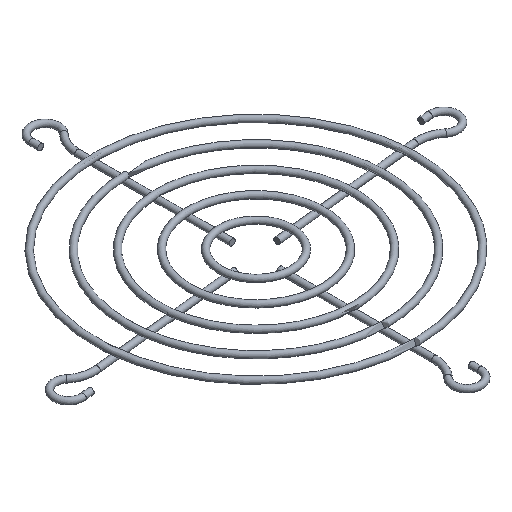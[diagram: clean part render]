
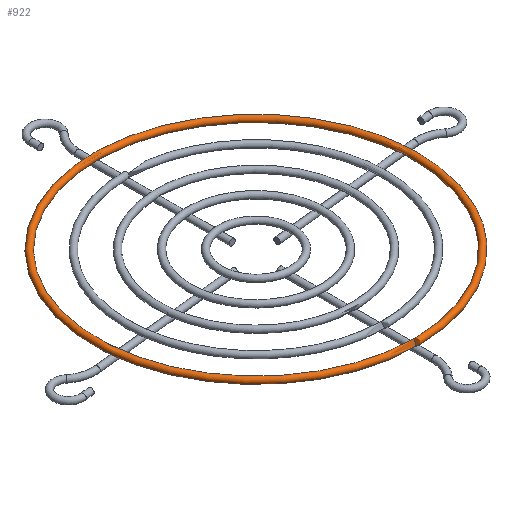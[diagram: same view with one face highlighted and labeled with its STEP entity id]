
A CAD part, isometric view. The second image highlights one B-rep face of the part: STEP entity #922.
In plain terms, the highlighted toroidal (fillet/blend) face has major radius 54 mm and minor radius 1 mm.
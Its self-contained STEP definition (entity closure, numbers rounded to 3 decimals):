
#6 = ORIENTED_EDGE ( 'NONE', *, *, #84, .T. ) ;
#19 = DIRECTION ( 'NONE',  ( -1., 0., 0. ) ) ;
#28 = CARTESIAN_POINT ( 'NONE',  ( -53.884, -5.375, 0.958 ) ) ;
#31 = VERTEX_POINT ( 'NONE', #58 ) ;
#34 = FACE_BOUND ( 'NONE', #386, .T. ) ;
#35 = CARTESIAN_POINT ( 'NONE',  ( -53.64, -5.327, 0.952 ) ) ;
#36 = CARTESIAN_POINT ( 'NONE',  ( 0.287, -54.15, 0.96 ) ) ;
#39 = CARTESIAN_POINT ( 'NONE',  ( -53.95, -5.432, 0.974 ) ) ;
#40 = EDGE_CURVE ( 'NONE', #147, #147, #253, .T. ) ;
#42 = CARTESIAN_POINT ( 'NONE',  ( -0.067, -54.316, 1.001 ) ) ;
#48 = CARTESIAN_POINT ( 'NONE',  ( 0.151, -53.713, 0.99 ) ) ;
#52 = CARTESIAN_POINT ( 'NONE',  ( 0.142, 53.709, 0.993 ) ) ;
#58 = CARTESIAN_POINT ( 'NONE',  ( -0.211, -54.232, 0.977 ) ) ;
#84 = EDGE_CURVE ( 'NONE', #177, #177, #862, .T. ) ;
#109 = FACE_BOUND ( 'NONE', #239, .T. ) ;
#115 = CARTESIAN_POINT ( 'NONE',  ( -53.387, -5.709, 0.998 ) ) ;
#147 = VERTEX_POINT ( 'NONE', #407 ) ;
#170 = CARTESIAN_POINT ( 'NONE',  ( 53.51, 5.397, 0.974 ) ) ;
#171 = EDGE_CURVE ( 'NONE', #473, #473, #691, .T. ) ;
#177 = VERTEX_POINT ( 'NONE', #650 ) ;
#203 = CARTESIAN_POINT ( 'NONE',  ( -53.916, -5.891, 0.976 ) ) ;
#206 = CARTESIAN_POINT ( 'NONE',  ( -53.602, -5.94, 0.952 ) ) ;
#220 = CARTESIAN_POINT ( 'NONE',  ( -0.098, -53.692, 0.999 ) ) ;
#237 = CARTESIAN_POINT ( 'NONE',  ( 54.002, 5.515, 0.989 ) ) ;
#239 = EDGE_LOOP ( 'NONE', ( #6 ) ) ;
#245 = CARTESIAN_POINT ( 'NONE',  ( 54.004, 5.765, 1. ) ) ;
#253 = B_SPLINE_CURVE_WITH_KNOTS ( 'NONE', 3,
 ( #206, #307, #389, #203, #471, #900, #562, #39, #28, #469, #35, #395, #714, #639, #115, #482, #796, #465 ),
 .UNSPECIFIED., .T., .F.,
 ( 4, 2, 2, 2, 2, 2, 2, 2, 4 ),
 ( 0., 0., 0., 0.001, 0.001, 0.001, 0.001, 0.002, 0.002 ),
 .UNSPECIFIED. ) ;
#256 = CARTESIAN_POINT ( 'NONE',  ( 53.901, 5.387, 0.963 ) ) ;
#293 = CARTESIAN_POINT ( 'NONE',  ( -0.175, 53.739, 0.985 ) ) ;
#307 = CARTESIAN_POINT ( 'NONE',  ( -53.681, -5.966, 0.947 ) ) ;
#314 = CARTESIAN_POINT ( 'NONE',  ( 0.068, -53.684, 1.001 ) ) ;
#334 = CARTESIAN_POINT ( 'NONE',  ( 53.824, 5.345, 0.951 ) ) ;
#338 = CARTESIAN_POINT ( 'NONE',  ( 53.446, 5.447, 0.987 ) ) ;
#347 = CARTESIAN_POINT ( 'NONE',  ( 53.661, 5.324, 0.95 ) ) ;
#386 = EDGE_LOOP ( 'NONE', ( #731 ) ) ;
#389 = CARTESIAN_POINT ( 'NONE',  ( -53.769, -5.961, 0.952 ) ) ;
#391 = CARTESIAN_POINT ( 'NONE',  ( -0.106, 53.694, 0.997 ) ) ;
#395 = CARTESIAN_POINT ( 'NONE',  ( -53.492, -5.398, 0.976 ) ) ;
#406 = CARTESIAN_POINT ( 'NONE',  ( -0.322, 54.019, 0.947 ) ) ;
#407 = CARTESIAN_POINT ( 'NONE',  ( -53.602, -5.94, 0.952 ) ) ;
#421 = CARTESIAN_POINT ( 'NONE',  ( 53.961, 5.842, 0.987 ) ) ;
#435 = CARTESIAN_POINT ( 'NONE',  ( 53.384, 5.688, 1. ) ) ;
#437 = CARTESIAN_POINT ( 'NONE',  ( 53.51, 5.397, 0.974 ) ) ;
#438 = EDGE_LOOP ( 'NONE', ( #996 ) ) ;
#442 = AXIS2_PLACEMENT_3D ( 'NONE', #635, #798, #19 ) ;
#465 = CARTESIAN_POINT ( 'NONE',  ( -53.602, -5.94, 0.952 ) ) ;
#469 = CARTESIAN_POINT ( 'NONE',  ( -53.728, -5.323, 0.947 ) ) ;
#471 = CARTESIAN_POINT ( 'NONE',  ( -53.973, -5.825, 0.992 ) ) ;
#473 = VERTEX_POINT ( 'NONE', #480 ) ;
#480 = CARTESIAN_POINT ( 'NONE',  ( 53.51, 5.397, 0.974 ) ) ;
#482 = CARTESIAN_POINT ( 'NONE',  ( -53.457, -5.856, 0.974 ) ) ;
#491 = CARTESIAN_POINT ( 'NONE',  ( -0.215, 54.243, 0.978 ) ) ;
#495 = CARTESIAN_POINT ( 'NONE',  ( 0.107, 54.305, 0.997 ) ) ;
#519 = CARTESIAN_POINT ( 'NONE',  ( 53.748, 5.964, 0.95 ) ) ;
#520 = FACE_BOUND ( 'NONE', #1048, .T. ) ;
#562 = CARTESIAN_POINT ( 'NONE',  ( -54.021, -5.58, 0.998 ) ) ;
#577 = CARTESIAN_POINT ( 'NONE',  ( 0.216, 53.756, 0.978 ) ) ;
#587 = TOROIDAL_SURFACE ( 'NONE', #442, 54., 1. ) ;
#592 = CARTESIAN_POINT ( 'NONE',  ( -0.02, 53.678, 1.003 ) ) ;
#598 = CARTESIAN_POINT ( 'NONE',  ( 53.404, 5.525, 1. ) ) ;
#635 = CARTESIAN_POINT ( 'NONE',  ( 0., 0., 1.95 ) ) ;
#638 = CARTESIAN_POINT ( 'NONE',  ( 0.097, -54.308, 0.999 ) ) ;
#639 = CARTESIAN_POINT ( 'NONE',  ( -53.383, -5.62, 1.003 ) ) ;
#650 = CARTESIAN_POINT ( 'NONE',  ( -0.175, 53.739, 0.985 ) ) ;
#652 = CARTESIAN_POINT ( 'NONE',  ( -0.291, 53.858, 0.957 ) ) ;
#655 = CARTESIAN_POINT ( 'NONE',  ( 0.291, 54.142, 0.957 ) ) ;
#676 = CARTESIAN_POINT ( 'NONE',  ( 53.833, 5.942, 0.961 ) ) ;
#679 = CARTESIAN_POINT ( 'NONE',  ( 54.024, 5.601, 1. ) ) ;
#691 = B_SPLINE_CURVE_WITH_KNOTS ( 'NONE', 3,
 ( #437, #338, #598, #435, #932, #1014, #769, #519, #676, #421, #245, #679, #237, #256, #334, #347, #1095, #170 ),
 .UNSPECIFIED., .T., .F.,
 ( 4, 2, 2, 2, 2, 2, 2, 2, 4 ),
 ( 0., 0., 0., 0.001, 0.001, 0.001, 0.001, 0.002, 0.002 ),
 .UNSPECIFIED. ) ;
#714 = CARTESIAN_POINT ( 'NONE',  ( -53.435, -5.464, 0.992 ) ) ;
#717 = CARTESIAN_POINT ( 'NONE',  ( -0.15, -54.288, 0.991 ) ) ;
#721 = CARTESIAN_POINT ( 'NONE',  ( -0.316, -53.933, 0.949 ) ) ;
#724 = CARTESIAN_POINT ( 'NONE',  ( 0.306, 53.892, 0.953 ) ) ;
#725 = CARTESIAN_POINT ( 'NONE',  ( -0.211, -54.232, 0.977 ) ) ;
#731 = ORIENTED_EDGE ( 'NONE', *, *, #40, .F. ) ;
#734 = CARTESIAN_POINT ( 'NONE',  ( 0.243, 54.215, 0.972 ) ) ;
#769 = CARTESIAN_POINT ( 'NONE',  ( 53.584, 5.945, 0.95 ) ) ;
#796 = CARTESIAN_POINT ( 'NONE',  ( -53.523, -5.914, 0.958 ) ) ;
#798 = DIRECTION ( 'NONE',  ( 0., 0., -1. ) ) ;
#807 = CARTESIAN_POINT ( 'NONE',  ( 0.316, -54.067, 0.949 ) ) ;
#819 = CARTESIAN_POINT ( 'NONE',  ( -0.178, -53.728, 0.986 ) ) ;
#822 = CARTESIAN_POINT ( 'NONE',  ( -0.308, -54.097, 0.951 ) ) ;
#862 = B_SPLINE_CURVE_WITH_KNOTS ( 'NONE', 3,
 ( #293, #391, #592, #52, #577, #724, #988, #655, #734, #495, #1080, #913, #491, #906, #406, #652, #999, #1067 ),
 .UNSPECIFIED., .T., .F.,
 ( 4, 2, 2, 2, 2, 2, 2, 2, 4 ),
 ( 0., 0., 0., 0.001, 0.001, 0.001, 0.001, 0.002, 0.002 ),
 .UNSPECIFIED. ) ;
#900 = CARTESIAN_POINT ( 'NONE',  ( -54.026, -5.669, 1.003 ) ) ;
#904 = CARTESIAN_POINT ( 'NONE',  ( 0.272, -53.821, 0.964 ) ) ;
#906 = CARTESIAN_POINT ( 'NONE',  ( -0.305, 54.107, 0.953 ) ) ;
#913 = CARTESIAN_POINT ( 'NONE',  ( -0.142, 54.291, 0.993 ) ) ;
#922 = ADVANCED_FACE ( 'NONE', ( #520, #1023, #34, #109 ), #587, .T. ) ;
#932 = CARTESIAN_POINT ( 'NONE',  ( 53.406, 5.774, 0.989 ) ) ;
#968 = ORIENTED_EDGE ( 'NONE', *, *, #171, .F. ) ;
#978 = CARTESIAN_POINT ( 'NONE',  ( -0.287, -53.849, 0.959 ) ) ;
#988 = CARTESIAN_POINT ( 'NONE',  ( 0.322, 53.979, 0.947 ) ) ;
#996 = ORIENTED_EDGE ( 'NONE', *, *, #1081, .F. ) ;
#999 = CARTESIAN_POINT ( 'NONE',  ( -0.244, 53.785, 0.972 ) ) ;
#1014 = CARTESIAN_POINT ( 'NONE',  ( 53.506, 5.902, 0.963 ) ) ;
#1023 = FACE_BOUND ( 'NONE', #438, .T. ) ;
#1037 = CARTESIAN_POINT ( 'NONE',  ( -0.211, -54.232, 0.977 ) ) ;
#1042 = CARTESIAN_POINT ( 'NONE',  ( -0.272, -54.177, 0.964 ) ) ;
#1048 = EDGE_LOOP ( 'NONE', ( #968 ) ) ;
#1062 = CARTESIAN_POINT ( 'NONE',  ( 0.308, -53.902, 0.951 ) ) ;
#1065 = CARTESIAN_POINT ( 'NONE',  ( 0.178, -54.272, 0.986 ) ) ;
#1067 = CARTESIAN_POINT ( 'NONE',  ( -0.175, 53.739, 0.985 ) ) ;
#1080 = CARTESIAN_POINT ( 'NONE',  ( 0.02, 54.322, 1.003 ) ) ;
#1081 = EDGE_CURVE ( 'NONE', #31, #31, #1097, .T. ) ;
#1095 = CARTESIAN_POINT ( 'NONE',  ( 53.575, 5.346, 0.961 ) ) ;
#1097 = B_SPLINE_CURVE_WITH_KNOTS ( 'NONE', 3,
 ( #1037, #1042, #822, #721, #978, #819, #220, #314, #48, #904, #1062, #807, #36, #1065, #638, #42, #717, #725 ),
 .UNSPECIFIED., .T., .F.,
 ( 4, 2, 2, 2, 2, 2, 2, 2, 4 ),
 ( 0., 0., 0., 0.001, 0.001, 0.001, 0.001, 0.002, 0.002 ),
 .UNSPECIFIED. ) ;
